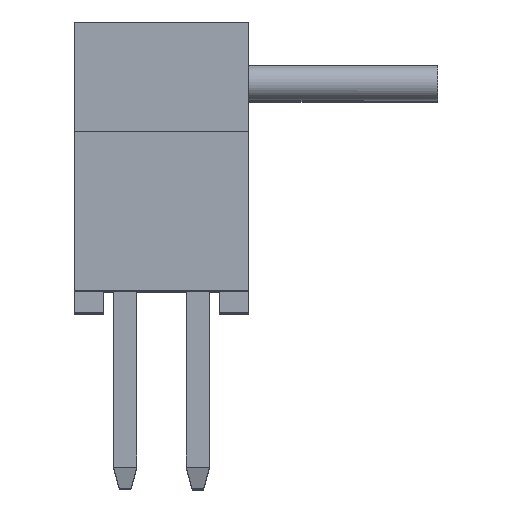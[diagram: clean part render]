
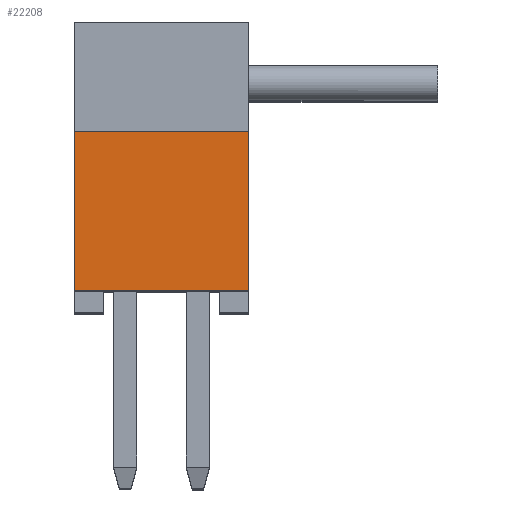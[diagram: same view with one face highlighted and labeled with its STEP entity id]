
A CAD part, top view. The second image highlights one B-rep face of the part: STEP entity #22208.
In plain terms, the highlighted face is planar.
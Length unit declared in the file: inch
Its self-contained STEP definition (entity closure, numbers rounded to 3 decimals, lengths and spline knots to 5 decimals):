
#1325=ORIENTED_EDGE('',*,*,#6992,.F.);
#1326=ORIENTED_EDGE('',*,*,#6401,.F.);
#1327=ORIENTED_EDGE('',*,*,#6477,.F.);
#1328=ORIENTED_EDGE('',*,*,#6980,.T.);
#6401=EDGE_CURVE('',#9339,#9340,#11257,.T.);
#6477=EDGE_CURVE('',#9414,#9339,#11333,.T.);
#6980=EDGE_CURVE('',#9414,#9770,#11836,.T.);
#6992=EDGE_CURVE('',#9340,#9770,#11848,.T.);
#9339=VERTEX_POINT('',#29599);
#9340=VERTEX_POINT('',#29601);
#9414=VERTEX_POINT('',#29751);
#9770=VERTEX_POINT('',#30764);
#11257=LINE('',#29600,#13863);
#11333=LINE('',#29752,#13939);
#11836=LINE('',#30765,#14442);
#11848=LINE('',#30778,#14454);
#13863=VECTOR('',#24374,39.37008);
#13939=VECTOR('',#24452,39.37008);
#14442=VECTOR('',#25263,39.37008);
#14454=VECTOR('',#25277,39.37008);
#16606=EDGE_LOOP('',(#1325,#1326,#1327,#1328));
#17688=FACE_BOUND('',#16606,.T.);
#18746=PLANE('',#23195);
#22208=ADVANCED_FACE('',(#17688),#18746,.F.);
#23195=AXIS2_PLACEMENT_3D('',#30777,#25275,#25276);
#24374=DIRECTION('',(0.,-1.,0.));
#24452=DIRECTION('',(0.,0.,-1.));
#25263=DIRECTION('',(0.,-1.,0.));
#25275=DIRECTION('',(-1.,0.,0.));
#25276=DIRECTION('',(0.,0.,1.));
#25277=DIRECTION('',(0.,0.,1.));
#29599=CARTESIAN_POINT('',(0.3325,0.125,-0.06));
#29600=CARTESIAN_POINT('',(0.3325,0.125,-0.06));
#29601=CARTESIAN_POINT('',(0.3325,0.015,-0.06));
#29751=CARTESIAN_POINT('',(0.3325,0.125,0.06));
#29752=CARTESIAN_POINT('',(0.3325,0.125,0.06));
#30764=CARTESIAN_POINT('',(0.3325,0.015,0.06));
#30765=CARTESIAN_POINT('',(0.3325,0.125,0.06));
#30777=CARTESIAN_POINT('',(0.3325,0.125,0.06));
#30778=CARTESIAN_POINT('',(0.3325,0.015,0.06));
